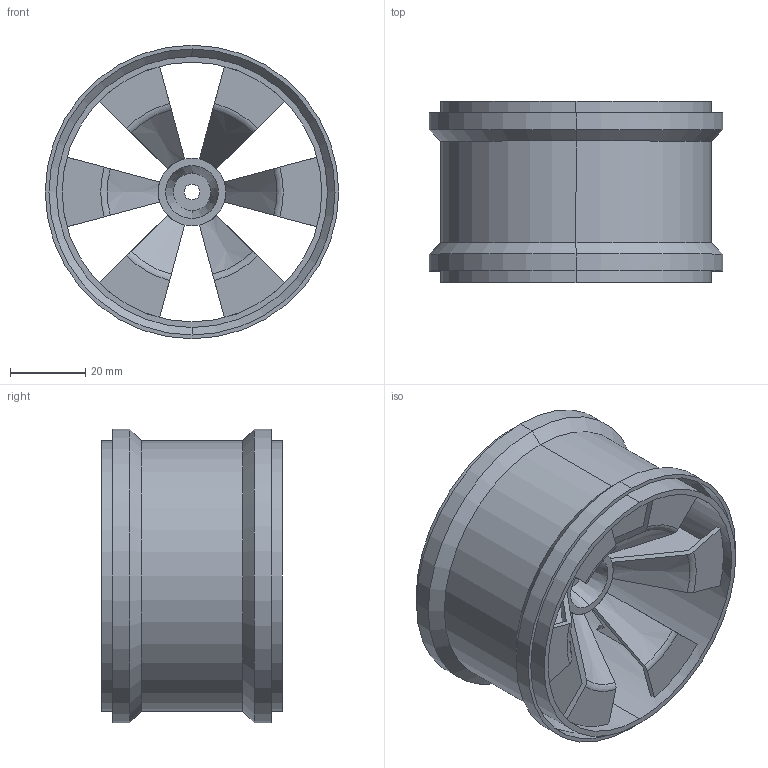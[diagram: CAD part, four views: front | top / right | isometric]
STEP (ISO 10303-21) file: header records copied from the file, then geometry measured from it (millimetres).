
FILE_DESCRIPTION(('STEP AP214'),'1');
FILE_NAME('OpenRC Truggy Rim.A.1.stp','2012-12-30T22:41:04',(' '),(' '),'Spatial InterOp 3D',' ',' ');
FILE_SCHEMA(('automotive_design'));
Length unit declared in the file: millimetre
Products named in the file (1): Rim
Bounding box: 78 x 48 x 78 mm (x, y, z)
Volume: 29577.4 mm3; surface area: 41150.5 mm2
Topology: 1 solids, 1 shells, 128 faces, 344 edges, 224 vertices
Faces by surface type: plane 62, cone 40, cylinder 20, torus 6
Entity records: 5240 total; most frequent: CARTESIAN_POINT 985, ORIENTED_EDGE 688, DIRECTION 658, EDGE_CURVE 344, AXIS2_PLACEMENT_3D 257, VERTEX_POINT 224, EDGE_LOOP 148, LINE 144
